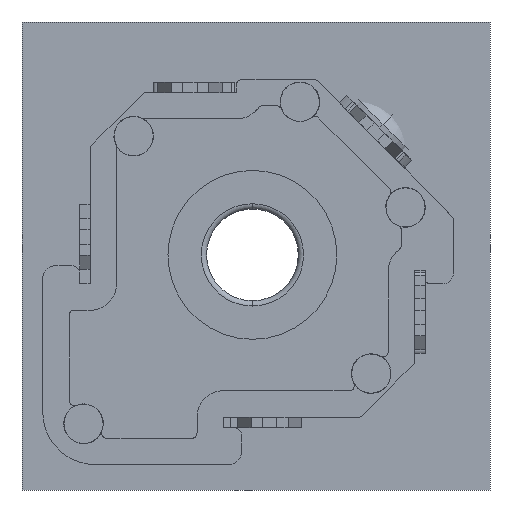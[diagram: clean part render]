
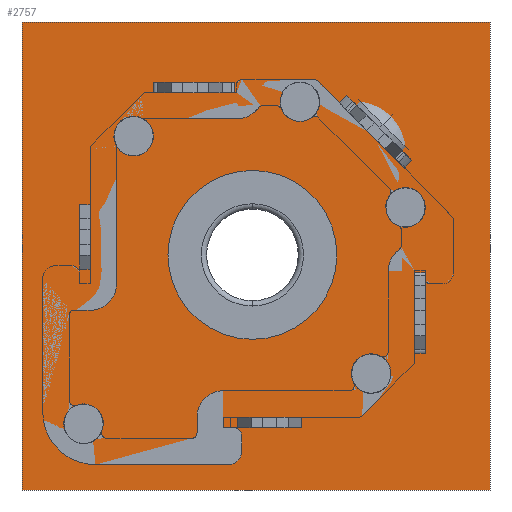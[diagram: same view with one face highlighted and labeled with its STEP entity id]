
A CAD part, front view. The second image highlights one B-rep face of the part: STEP entity #2757.
In plain terms, the highlighted planar face has unit normal (0, -1, 0).
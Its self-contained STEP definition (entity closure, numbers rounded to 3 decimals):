
#382=CARTESIAN_POINT('',(0.,0.5,0.));
#383=DIRECTION('',(0.,1.,0.));
#384=DIRECTION('',(-1.,0.,0.));
#385=AXIS2_PLACEMENT_3D('',#382,#383,#384);
#387=CARTESIAN_POINT('',(0.,0.5,0.));
#388=DIRECTION('',(0.,1.,0.));
#389=DIRECTION('',(1.,0.,0.));
#390=AXIS2_PLACEMENT_3D('',#387,#388,#389);
#392=CARTESIAN_POINT('',(-4.5,0.5,4.5));
#393=DIRECTION('',(0.,1.,0.));
#394=DIRECTION('',(1.,0.,0.));
#395=AXIS2_PLACEMENT_3D('',#392,#393,#394);
#397=CARTESIAN_POINT('',(-4.5,0.5,4.5));
#398=DIRECTION('',(0.,1.,0.));
#399=DIRECTION('',(-1.,0.,0.));
#400=AXIS2_PLACEMENT_3D('',#397,#398,#399);
#402=DIRECTION('',(-1.,0.,0.));
#403=VECTOR('',#402,3.065);
#404=CARTESIAN_POINT('',(-0.669,0.5,6.15));
#405=LINE('',#404,#403);
#406=DIRECTION('',(0.,0.,1.));
#407=VECTOR('',#406,0.4);
#408=CARTESIAN_POINT('',(-0.669,0.5,6.15));
#409=LINE('',#408,#407);
#410=DIRECTION('',(-1.,0.,0.));
#411=VECTOR('',#410,3.065);
#412=CARTESIAN_POINT('',(-0.669,0.5,6.55));
#413=LINE('',#412,#411);
#414=DIRECTION('',(0.,0.,1.));
#415=VECTOR('',#414,0.4);
#416=CARTESIAN_POINT('',(-3.733,0.5,6.15));
#417=LINE('',#416,#415);
#418=DIRECTION('',(0.,0.,1.));
#419=VECTOR('',#418,3.065);
#420=CARTESIAN_POINT('',(6.15,0.5,-3.733));
#421=LINE('',#420,#419);
#422=DIRECTION('',(-1.,0.,0.));
#423=VECTOR('',#422,0.4);
#424=CARTESIAN_POINT('',(6.55,0.5,-3.733));
#425=LINE('',#424,#423);
#426=DIRECTION('',(0.,0.,1.));
#427=VECTOR('',#426,3.065);
#428=CARTESIAN_POINT('',(6.55,0.5,-3.733));
#429=LINE('',#428,#427);
#430=DIRECTION('',(-1.,0.,0.));
#431=VECTOR('',#430,0.4);
#432=CARTESIAN_POINT('',(6.55,0.5,-0.668));
#433=LINE('',#432,#431);
#434=DIRECTION('',(0.,0.,1.));
#435=VECTOR('',#434,2.05);
#436=CARTESIAN_POINT('',(-6.15,0.5,-0.343));
#437=LINE('',#436,#435);
#438=DIRECTION('',(1.,0.,0.));
#439=VECTOR('',#438,0.4);
#440=CARTESIAN_POINT('',(-6.55,0.5,1.707));
#441=LINE('',#440,#439);
#442=DIRECTION('',(0.,0.,1.));
#443=VECTOR('',#442,2.05);
#444=CARTESIAN_POINT('',(-6.55,0.5,-0.343));
#445=LINE('',#444,#443);
#446=DIRECTION('',(-1.,0.,0.));
#447=VECTOR('',#446,0.4);
#448=CARTESIAN_POINT('',(-6.15,0.5,-0.343));
#449=LINE('',#448,#447);
#450=DIRECTION('',(0.707,0.,-0.707));
#451=VECTOR('',#450,3.499);
#452=CARTESIAN_POINT('',(3.571,0.5,6.045));
#453=LINE('',#452,#451);
#454=DIRECTION('',(-0.707,0.,-0.707));
#455=VECTOR('',#454,0.4);
#456=CARTESIAN_POINT('',(3.571,0.5,6.045));
#457=LINE('',#456,#455);
#458=DIRECTION('',(0.707,0.,-0.707));
#459=VECTOR('',#458,3.499);
#460=CARTESIAN_POINT('',(3.289,0.5,5.762));
#461=LINE('',#460,#459);
#462=DIRECTION('',(-0.707,0.,-0.707));
#463=VECTOR('',#462,0.4);
#464=CARTESIAN_POINT('',(6.045,0.5,3.571));
#465=LINE('',#464,#463);
#466=DIRECTION('',(0.,0.,-1.));
#467=VECTOR('',#466,17.737);
#468=CARTESIAN_POINT('',(9.004,0.5,8.826));
#469=LINE('',#468,#467);
#474=DIRECTION('',(1.,0.,0.));
#475=VECTOR('',#474,17.737);
#476=CARTESIAN_POINT('',(-8.733,0.5,8.826));
#477=LINE('',#476,#475);
#486=DIRECTION('',(0.,0.,1.));
#487=VECTOR('',#486,17.737);
#488=CARTESIAN_POINT('',(-8.733,0.5,-8.911));
#489=LINE('',#488,#487);
#498=DIRECTION('',(-1.,0.,0.));
#499=VECTOR('',#498,17.737);
#500=CARTESIAN_POINT('',(9.004,0.5,-8.911));
#501=LINE('',#500,#499);
#1666=CARTESIAN_POINT('',(9.004,0.5,8.826));
#1667=CARTESIAN_POINT('',(9.004,0.5,-8.911));
#1668=VERTEX_POINT('',#1666);
#1669=VERTEX_POINT('',#1667);
#1670=CARTESIAN_POINT('',(-8.733,0.5,-8.911));
#1671=VERTEX_POINT('',#1670);
#1672=CARTESIAN_POINT('',(-8.733,0.5,8.826));
#1673=VERTEX_POINT('',#1672);
#1674=CARTESIAN_POINT('',(-3.2,0.5,0.));
#1675=CARTESIAN_POINT('',(3.2,0.5,0.));
#1676=VERTEX_POINT('',#1674);
#1677=VERTEX_POINT('',#1675);
#2008=CARTESIAN_POINT('',(-3.75,0.5,4.5));
#2009=CARTESIAN_POINT('',(-5.25,0.5,4.5));
#2010=VERTEX_POINT('',#2008);
#2011=VERTEX_POINT('',#2009);
#2012=CARTESIAN_POINT('',(-0.669,0.5,6.15));
#2013=CARTESIAN_POINT('',(-3.733,0.5,6.15));
#2014=VERTEX_POINT('',#2012);
#2015=VERTEX_POINT('',#2013);
#2016=CARTESIAN_POINT('',(-0.669,0.5,6.55));
#2017=CARTESIAN_POINT('',(-3.733,0.5,6.55));
#2018=VERTEX_POINT('',#2016);
#2019=VERTEX_POINT('',#2017);
#2020=CARTESIAN_POINT('',(6.15,0.5,-3.733));
#2021=CARTESIAN_POINT('',(6.15,0.5,-0.668));
#2022=VERTEX_POINT('',#2020);
#2023=VERTEX_POINT('',#2021);
#2024=CARTESIAN_POINT('',(6.55,0.5,-3.733));
#2025=VERTEX_POINT('',#2024);
#2026=CARTESIAN_POINT('',(6.55,0.5,-0.668));
#2027=VERTEX_POINT('',#2026);
#2028=CARTESIAN_POINT('',(-6.15,0.5,-0.343));
#2029=CARTESIAN_POINT('',(-6.15,0.5,1.707));
#2030=VERTEX_POINT('',#2028);
#2031=VERTEX_POINT('',#2029);
#2032=CARTESIAN_POINT('',(-6.55,0.5,1.707));
#2033=VERTEX_POINT('',#2032);
#2034=CARTESIAN_POINT('',(-6.55,0.5,-0.343));
#2035=VERTEX_POINT('',#2034);
#2073=CARTESIAN_POINT('',(3.571,0.5,6.045));
#2074=CARTESIAN_POINT('',(6.045,0.5,3.571));
#2075=VERTEX_POINT('',#2073);
#2076=VERTEX_POINT('',#2074);
#2077=CARTESIAN_POINT('',(3.289,0.5,5.762));
#2078=VERTEX_POINT('',#2077);
#2079=CARTESIAN_POINT('',(5.762,0.5,3.289));
#2080=VERTEX_POINT('',#2079);
#2692=CARTESIAN_POINT('',(0.136,0.5,-0.042));
#2693=DIRECTION('',(0.,1.,0.));
#2694=DIRECTION('',(-1.,0.,0.));
#2695=AXIS2_PLACEMENT_3D('',#2692,#2693,#2694);
#2696=PLANE('',#2695);
#2698=ORIENTED_EDGE('',*,*,#2697,.T.);
#2700=ORIENTED_EDGE('',*,*,#2699,.T.);
#2702=ORIENTED_EDGE('',*,*,#2701,.T.);
#2704=ORIENTED_EDGE('',*,*,#2703,.T.);
#2705=EDGE_LOOP('',(#2698,#2700,#2702,#2704));
#2706=FACE_OUTER_BOUND('',#2705,.F.);
#2707=ORIENTED_EDGE('',*,*,#2598,.F.);
#2708=ORIENTED_EDGE('',*,*,#2185,.F.);
#2709=EDGE_LOOP('',(#2707,#2708));
#2710=FACE_BOUND('',#2709,.F.);
#2712=ORIENTED_EDGE('',*,*,#2711,.F.);
#2714=ORIENTED_EDGE('',*,*,#2713,.F.);
#2715=EDGE_LOOP('',(#2712,#2714));
#2716=FACE_BOUND('',#2715,.F.);
#2718=ORIENTED_EDGE('',*,*,#2717,.F.);
#2720=ORIENTED_EDGE('',*,*,#2719,.T.);
#2722=ORIENTED_EDGE('',*,*,#2721,.T.);
#2724=ORIENTED_EDGE('',*,*,#2723,.F.);
#2725=EDGE_LOOP('',(#2718,#2720,#2722,#2724));
#2726=FACE_BOUND('',#2725,.F.);
#2728=ORIENTED_EDGE('',*,*,#2727,.F.);
#2730=ORIENTED_EDGE('',*,*,#2729,.F.);
#2732=ORIENTED_EDGE('',*,*,#2731,.T.);
#2734=ORIENTED_EDGE('',*,*,#2733,.T.);
#2735=EDGE_LOOP('',(#2728,#2730,#2732,#2734));
#2736=FACE_BOUND('',#2735,.F.);
#2738=ORIENTED_EDGE('',*,*,#2737,.T.);
#2740=ORIENTED_EDGE('',*,*,#2739,.F.);
#2742=ORIENTED_EDGE('',*,*,#2741,.F.);
#2744=ORIENTED_EDGE('',*,*,#2743,.F.);
#2745=EDGE_LOOP('',(#2738,#2740,#2742,#2744));
#2746=FACE_BOUND('',#2745,.F.);
#2748=ORIENTED_EDGE('',*,*,#2747,.F.);
#2750=ORIENTED_EDGE('',*,*,#2749,.T.);
#2752=ORIENTED_EDGE('',*,*,#2751,.T.);
#2754=ORIENTED_EDGE('',*,*,#2753,.F.);
#2755=EDGE_LOOP('',(#2748,#2750,#2752,#2754));
#2756=FACE_BOUND('',#2755,.F.);
#386=CIRCLE('',#385,3.2);
#391=CIRCLE('',#390,3.2);
#396=CIRCLE('',#395,0.75);
#401=CIRCLE('',#400,0.75);
#2185=EDGE_CURVE('',#1677,#1676,#391,.T.);
#2598=EDGE_CURVE('',#1676,#1677,#386,.T.);
#2697=EDGE_CURVE('',#1668,#1669,#469,.T.);
#2699=EDGE_CURVE('',#1669,#1671,#501,.T.);
#2701=EDGE_CURVE('',#1671,#1673,#489,.T.);
#2703=EDGE_CURVE('',#1673,#1668,#477,.T.);
#2711=EDGE_CURVE('',#2010,#2011,#396,.T.);
#2713=EDGE_CURVE('',#2011,#2010,#401,.T.);
#2717=EDGE_CURVE('',#2014,#2015,#405,.T.);
#2719=EDGE_CURVE('',#2014,#2018,#409,.T.);
#2721=EDGE_CURVE('',#2018,#2019,#413,.T.);
#2723=EDGE_CURVE('',#2015,#2019,#417,.T.);
#2727=EDGE_CURVE('',#2022,#2023,#421,.T.);
#2729=EDGE_CURVE('',#2025,#2022,#425,.T.);
#2731=EDGE_CURVE('',#2025,#2027,#429,.T.);
#2733=EDGE_CURVE('',#2027,#2023,#433,.T.);
#2737=EDGE_CURVE('',#2030,#2031,#437,.T.);
#2739=EDGE_CURVE('',#2033,#2031,#441,.T.);
#2741=EDGE_CURVE('',#2035,#2033,#445,.T.);
#2743=EDGE_CURVE('',#2030,#2035,#449,.T.);
#2747=EDGE_CURVE('',#2075,#2076,#453,.T.);
#2749=EDGE_CURVE('',#2075,#2078,#457,.T.);
#2751=EDGE_CURVE('',#2078,#2080,#461,.T.);
#2753=EDGE_CURVE('',#2076,#2080,#465,.T.);
#2757=ADVANCED_FACE('',(#2706,#2710,#2716,#2726,#2736,#2746,#2756),#2696,.F.);
